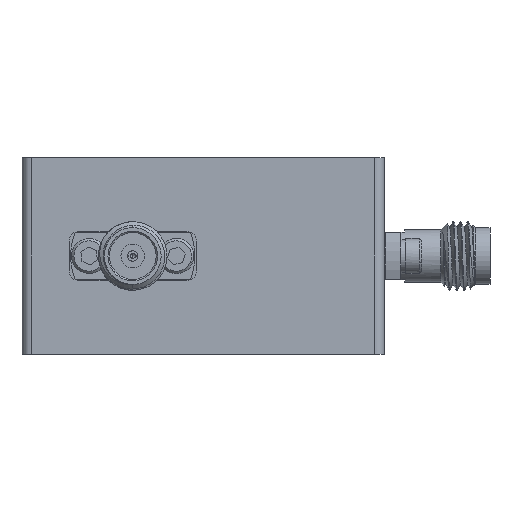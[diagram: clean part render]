
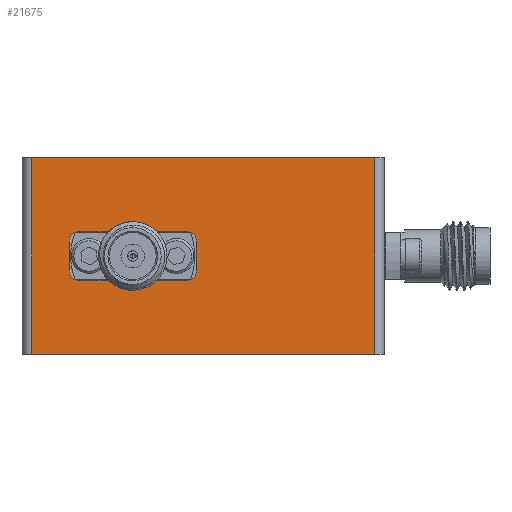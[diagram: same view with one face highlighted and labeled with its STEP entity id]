
A CAD part, left-side view. The second image highlights one B-rep face of the part: STEP entity #21675.
In plain terms, the highlighted planar face has unit normal (-1, 0, 0).
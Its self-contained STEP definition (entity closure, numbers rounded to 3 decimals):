
#657 = EDGE_CURVE ( 'NONE', #31095, #21141, #4029, .T. ) ;
#813 = EDGE_LOOP ( 'NONE', ( #30889, #28019, #16642, #21765, #22078, #29904, #6609, #8117 ) ) ;
#1458 = LINE ( 'NONE', #22508, #14152 ) ;
#2231 = DIRECTION ( 'NONE',  ( -1., 0., 0. ) ) ;
#2676 = EDGE_CURVE ( 'NONE', #16955, #3013, #9568, .T. ) ;
#2768 = EDGE_CURVE ( 'NONE', #8798, #25127, #25296, .T. ) ;
#2856 = VERTEX_POINT ( 'NONE', #30279 ) ;
#3013 = VERTEX_POINT ( 'NONE', #15315 ) ;
#3371 = DIRECTION ( 'NONE',  ( 0., 0., 1. ) ) ;
#3549 = VERTEX_POINT ( 'NONE', #26295 ) ;
#3869 = VECTOR ( 'NONE', #3371, 1000. ) ;
#3887 = ORIENTED_EDGE ( 'NONE', *, *, #21729, .F. ) ;
#4029 = LINE ( 'NONE', #6917, #16582 ) ;
#6050 = EDGE_CURVE ( 'NONE', #25745, #3549, #31742, .T. ) ;
#6056 = CIRCLE ( 'NONE', #10391, 1. ) ;
#6066 = LINE ( 'NONE', #6234, #33390 ) ;
#6176 = CARTESIAN_POINT ( 'NONE',  ( -21.5, 9.9, -11.5 ) ) ;
#6234 = CARTESIAN_POINT ( 'NONE',  ( -21.5, 13.7, -7.5 ) ) ;
#6609 = ORIENTED_EDGE ( 'NONE', *, *, #2676, .F. ) ;
#6766 = EDGE_CURVE ( 'NONE', #19157, #25647, #6056, .T. ) ;
#6898 = DIRECTION ( 'NONE',  ( 1., 0., 0. ) ) ;
#6917 = CARTESIAN_POINT ( 'NONE',  ( -21.5, -21.3, 0. ) ) ;
#7000 = CARTESIAN_POINT ( 'NONE',  ( -21.5, 8.9, -11.5 ) ) ;
#7058 = PLANE ( 'NONE',  #10555 ) ;
#8117 = ORIENTED_EDGE ( 'NONE', *, *, #15444, .F. ) ;
#8429 = CARTESIAN_POINT ( 'NONE',  ( -21.5, -2.1, -7.5 ) ) ;
#8536 = DIRECTION ( 'NONE',  ( -1., 0., 0. ) ) ;
#8798 = VERTEX_POINT ( 'NONE', #6176 ) ;
#9350 = ORIENTED_EDGE ( 'NONE', *, *, #657, .F. ) ;
#9449 = FACE_OUTER_BOUND ( 'NONE', #18229, .T. ) ;
#9546 = CARTESIAN_POINT ( 'NONE',  ( -21.5, -3.1, -11.5 ) ) ;
#9568 = CIRCLE ( 'NONE', #25821, 1. ) ;
#9781 = CARTESIAN_POINT ( 'NONE',  ( -21.5, 13.7, 0. ) ) ;
#10391 = AXIS2_PLACEMENT_3D ( 'NONE', #18718, #8536, #29584 ) ;
#10524 = LINE ( 'NONE', #28697, #31820 ) ;
#10555 = AXIS2_PLACEMENT_3D ( 'NONE', #27778, #6898, #27616 ) ;
#11840 = DIRECTION ( 'NONE',  ( 0., -1., 0. ) ) ;
#11889 = CARTESIAN_POINT ( 'NONE',  ( -21.5, 13.7, -12.5 ) ) ;
#12054 = LINE ( 'NONE', #11889, #28144 ) ;
#12432 = DIRECTION ( 'NONE',  ( 0., -1., 0. ) ) ;
#12487 = LINE ( 'NONE', #9781, #13274 ) ;
#13274 = VECTOR ( 'NONE', #18094, 1000. ) ;
#13379 = CARTESIAN_POINT ( 'NONE',  ( -21.5, -2.1, -12.5 ) ) ;
#14152 = VECTOR ( 'NONE', #22181, 1000. ) ;
#15315 = CARTESIAN_POINT ( 'NONE',  ( -21.5, 9.9, -8.5 ) ) ;
#15444 = EDGE_CURVE ( 'NONE', #26581, #16955, #6066, .T. ) ;
#15683 = CARTESIAN_POINT ( 'NONE',  ( -21.5, 8.9, -7.5 ) ) ;
#16321 = EDGE_CURVE ( 'NONE', #2856, #26581, #18810, .T. ) ;
#16582 = VECTOR ( 'NONE', #29858, 1000. ) ;
#16642 = ORIENTED_EDGE ( 'NONE', *, *, #6766, .F. ) ;
#16955 = VERTEX_POINT ( 'NONE', #15683 ) ;
#17182 = VECTOR ( 'NONE', #29637, 1000. ) ;
#17647 = EDGE_CURVE ( 'NONE', #25745, #21141, #10524, .T. ) ;
#17721 = AXIS2_PLACEMENT_3D ( 'NONE', #7000, #2231, #12432 ) ;
#18094 = DIRECTION ( 'NONE',  ( 0., -1., 0. ) ) ;
#18229 = EDGE_LOOP ( 'NONE', ( #9350, #3887, #26971, #22081 ) ) ;
#18365 = CARTESIAN_POINT ( 'NONE',  ( -21.5, 13.7, -20. ) ) ;
#18718 = CARTESIAN_POINT ( 'NONE',  ( -21.5, -2.1, -11.5 ) ) ;
#18810 = CIRCLE ( 'NONE', #20964, 1. ) ;
#19157 = VERTEX_POINT ( 'NONE', #13379 ) ;
#19533 = DIRECTION ( 'NONE',  ( 0., -1., 0. ) ) ;
#19812 = FACE_BOUND ( 'NONE', #813, .T. ) ;
#20155 = CARTESIAN_POINT ( 'NONE',  ( -21.5, -2.1, -8.5 ) ) ;
#20964 = AXIS2_PLACEMENT_3D ( 'NONE', #20155, #22369, #11840 ) ;
#21141 = VERTEX_POINT ( 'NONE', #25105 ) ;
#21675 = ADVANCED_FACE ( 'NONE', ( #9449, #19812 ), #7058, .F. ) ;
#21729 = EDGE_CURVE ( 'NONE', #3549, #31095, #12487, .T. ) ;
#21765 = ORIENTED_EDGE ( 'NONE', *, *, #26086, .F. ) ;
#21961 = DIRECTION ( 'NONE',  ( -1., 0., 0. ) ) ;
#21987 = CARTESIAN_POINT ( 'NONE',  ( -21.5, -3.1, 0. ) ) ;
#22078 = ORIENTED_EDGE ( 'NONE', *, *, #2768, .F. ) ;
#22081 = ORIENTED_EDGE ( 'NONE', *, *, #17647, .T. ) ;
#22181 = DIRECTION ( 'NONE',  ( 0., 0., -1. ) ) ;
#22369 = DIRECTION ( 'NONE',  ( -1., 0., 0. ) ) ;
#22508 = CARTESIAN_POINT ( 'NONE',  ( -21.5, 9.9, 0. ) ) ;
#23143 = EDGE_CURVE ( 'NONE', #25647, #2856, #27584, .T. ) ;
#25105 = CARTESIAN_POINT ( 'NONE',  ( -21.5, -21.3, -20. ) ) ;
#25127 = VERTEX_POINT ( 'NONE', #32066 ) ;
#25296 = CIRCLE ( 'NONE', #17721, 1. ) ;
#25647 = VERTEX_POINT ( 'NONE', #9546 ) ;
#25745 = VERTEX_POINT ( 'NONE', #18365 ) ;
#25821 = AXIS2_PLACEMENT_3D ( 'NONE', #32152, #21961, #32484 ) ;
#26086 = EDGE_CURVE ( 'NONE', #25127, #19157, #12054, .T. ) ;
#26295 = CARTESIAN_POINT ( 'NONE',  ( -21.5, 13.7, 0. ) ) ;
#26305 = DIRECTION ( 'NONE',  ( 0., -1., 0. ) ) ;
#26581 = VERTEX_POINT ( 'NONE', #8429 ) ;
#26640 = CARTESIAN_POINT ( 'NONE',  ( -21.5, 13.7, 0. ) ) ;
#26971 = ORIENTED_EDGE ( 'NONE', *, *, #6050, .F. ) ;
#27584 = LINE ( 'NONE', #21987, #17182 ) ;
#27616 = DIRECTION ( 'NONE',  ( 0., 1., 0. ) ) ;
#27778 = CARTESIAN_POINT ( 'NONE',  ( -21.5, 13.7, 0. ) ) ;
#28019 = ORIENTED_EDGE ( 'NONE', *, *, #23143, .F. ) ;
#28021 = EDGE_CURVE ( 'NONE', #3013, #8798, #1458, .T. ) ;
#28144 = VECTOR ( 'NONE', #19533, 1000. ) ;
#28697 = CARTESIAN_POINT ( 'NONE',  ( -21.5, 13.7, -20. ) ) ;
#29584 = DIRECTION ( 'NONE',  ( 0., -1., 0. ) ) ;
#29637 = DIRECTION ( 'NONE',  ( 0., 0., 1. ) ) ;
#29858 = DIRECTION ( 'NONE',  ( 0., 0., -1. ) ) ;
#29904 = ORIENTED_EDGE ( 'NONE', *, *, #28021, .F. ) ;
#30279 = CARTESIAN_POINT ( 'NONE',  ( -21.5, -3.1, -8.5 ) ) ;
#30457 = CARTESIAN_POINT ( 'NONE',  ( -21.5, -21.3, 0. ) ) ;
#30889 = ORIENTED_EDGE ( 'NONE', *, *, #16321, .F. ) ;
#31095 = VERTEX_POINT ( 'NONE', #30457 ) ;
#31545 = DIRECTION ( 'NONE',  ( 0., 1., 0. ) ) ;
#31742 = LINE ( 'NONE', #26640, #3869 ) ;
#31820 = VECTOR ( 'NONE', #26305, 1000. ) ;
#32066 = CARTESIAN_POINT ( 'NONE',  ( -21.5, 8.9, -12.5 ) ) ;
#32152 = CARTESIAN_POINT ( 'NONE',  ( -21.5, 8.9, -8.5 ) ) ;
#32484 = DIRECTION ( 'NONE',  ( 0., -1., 0. ) ) ;
#33390 = VECTOR ( 'NONE', #31545, 1000. ) ;
